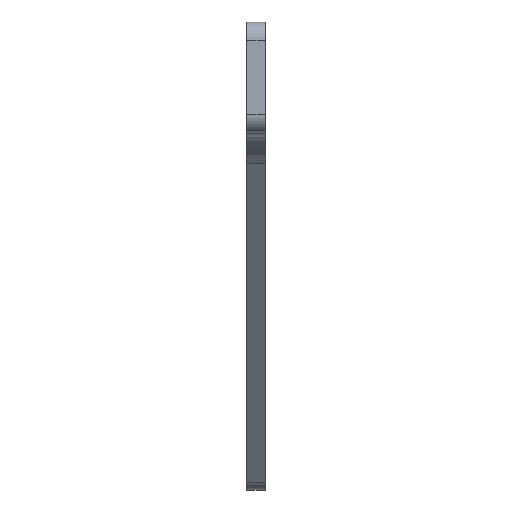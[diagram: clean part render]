
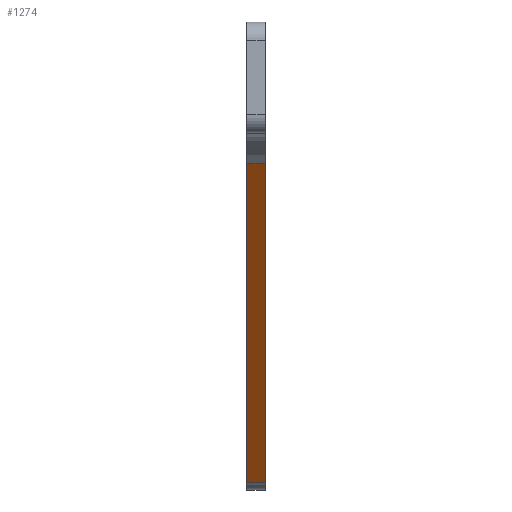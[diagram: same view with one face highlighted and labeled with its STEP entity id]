
A CAD part, left-side view. The second image highlights one B-rep face of the part: STEP entity #1274.
In plain terms, the highlighted planar face has unit normal (-0.8, 0, -0.6).
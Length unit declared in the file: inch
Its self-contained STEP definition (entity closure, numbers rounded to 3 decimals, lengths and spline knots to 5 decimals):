
#3 = VECTOR ( 'NONE', #155, 39.37008 ) ;
#25 = CARTESIAN_POINT ( 'NONE',  ( 1.575, 0.125, -2.725 ) ) ;
#119 = ORIENTED_EDGE ( 'NONE', *, *, #785, .F. ) ;
#121 = VECTOR ( 'NONE', #875, 39.37008 ) ;
#155 = DIRECTION ( 'NONE',  ( 0., 1., 0. ) ) ;
#203 = CARTESIAN_POINT ( 'NONE',  ( -0.1875, 0.125, -0.375 ) ) ;
#219 = LINE ( 'NONE', #203, #977 ) ;
#239 = CARTESIAN_POINT ( 'NONE',  ( -0.0375, 0.125, -0.575 ) ) ;
#300 = CARTESIAN_POINT ( 'NONE',  ( 1.575, 0.125, -2.725 ) ) ;
#328 = PLANE ( 'NONE',  #700 ) ;
#442 = CARTESIAN_POINT ( 'NONE',  ( -0.0375, 0., -0.575 ) ) ;
#479 = ORIENTED_EDGE ( 'NONE', *, *, #1285, .T. ) ;
#496 = LINE ( 'NONE', #1434, #3 ) ;
#526 = DIRECTION ( 'NONE',  ( 0., -1., 0. ) ) ;
#647 = CARTESIAN_POINT ( 'NONE',  ( -0.1875, 0.125, -0.375 ) ) ;
#660 = EDGE_LOOP ( 'NONE', ( #119, #479, #1083, #1408 ) ) ;
#700 = AXIS2_PLACEMENT_3D ( 'NONE', #647, #1242, #1266 ) ;
#748 = VECTOR ( 'NONE', #526, 39.37008 ) ;
#785 = EDGE_CURVE ( 'NONE', #878, #1118, #219, .T. ) ;
#815 = VERTEX_POINT ( 'NONE', #948 ) ;
#875 = DIRECTION ( 'NONE',  ( -0.6, 0., 0.8 ) ) ;
#878 = VERTEX_POINT ( 'NONE', #25 ) ;
#895 = LINE ( 'NONE', #300, #748 ) ;
#948 = CARTESIAN_POINT ( 'NONE',  ( 1.575, 0., -2.725 ) ) ;
#977 = VECTOR ( 'NONE', #1381, 39.37008 ) ;
#1080 = VERTEX_POINT ( 'NONE', #442 ) ;
#1083 = ORIENTED_EDGE ( 'NONE', *, *, #1389, .T. ) ;
#1118 = VERTEX_POINT ( 'NONE', #239 ) ;
#1212 = FACE_OUTER_BOUND ( 'NONE', #660, .T. ) ;
#1242 = DIRECTION ( 'NONE',  ( 0.8, 0., 0.6 ) ) ;
#1249 = EDGE_CURVE ( 'NONE', #1080, #1118, #496, .T. ) ;
#1266 = DIRECTION ( 'NONE',  ( 0.6, 0., -0.8 ) ) ;
#1274 = ADVANCED_FACE ( 'NONE', ( #1212 ), #328, .F. ) ;
#1285 = EDGE_CURVE ( 'NONE', #878, #815, #895, .T. ) ;
#1381 = DIRECTION ( 'NONE',  ( -0.6, 0., 0.8 ) ) ;
#1389 = EDGE_CURVE ( 'NONE', #815, #1080, #1486, .T. ) ;
#1408 = ORIENTED_EDGE ( 'NONE', *, *, #1249, .T. ) ;
#1434 = CARTESIAN_POINT ( 'NONE',  ( -0.0375, 0.125, -0.575 ) ) ;
#1475 = CARTESIAN_POINT ( 'NONE',  ( -0.1875, 0., -0.375 ) ) ;
#1486 = LINE ( 'NONE', #1475, #121 ) ;
